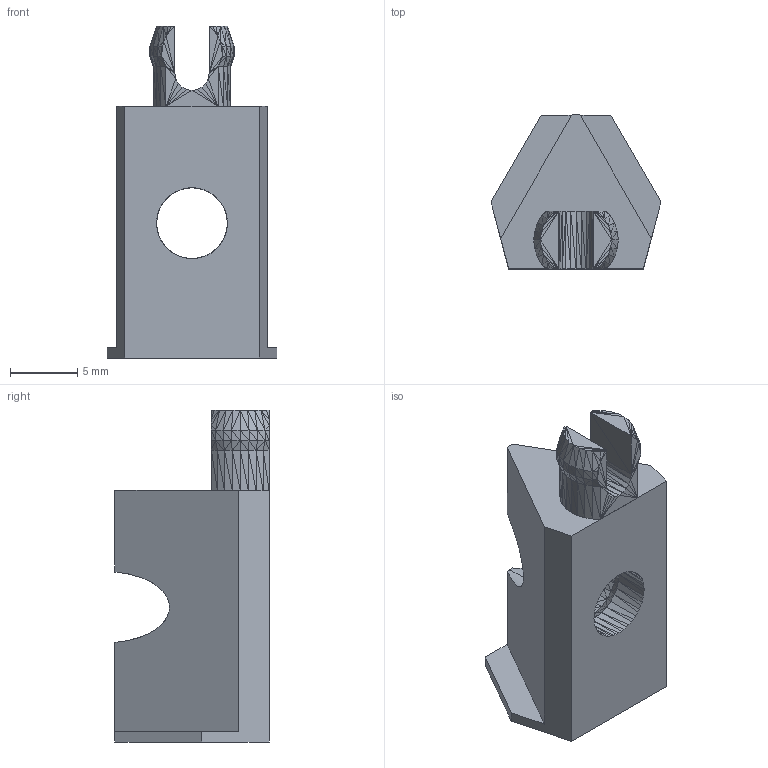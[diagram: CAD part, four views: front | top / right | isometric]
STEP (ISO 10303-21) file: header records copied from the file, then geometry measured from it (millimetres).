
FILE_DESCRIPTION (( 'STEP AP203' ), '1' );
FILE_NAME ('drive_shaft_5-2.step', '2023-07-13T23:12:36', ( '' ), ( '' ), 'SwSTEP 2.0', 'SolidWorks 2023', '' );
FILE_SCHEMA (( 'CONFIG_CONTROL_DESIGN' ));
Length unit declared in the file: millimetre
Products named in the file (1): drive_shaft_5-2
Bounding box: 12.67 x 11.5 x 24.75 mm (x, y, z)
Volume: 1351.5 mm3; surface area: 1196.2 mm2
Topology: 2 solids, 2 shells, 737 faces, 1261 edges, 534 vertices
Faces by surface type: plane 700, bspline 33, cylinder 4
Entity records: 17902 total; most frequent: CARTESIAN_POINT 4740, DIRECTION 2641, ORIENTED_EDGE 2522, EDGE_CURVE 1261, VECTOR 1155, LINE 1155, EDGE_LOOP 745, AXIS2_PLACEMENT_3D 743
